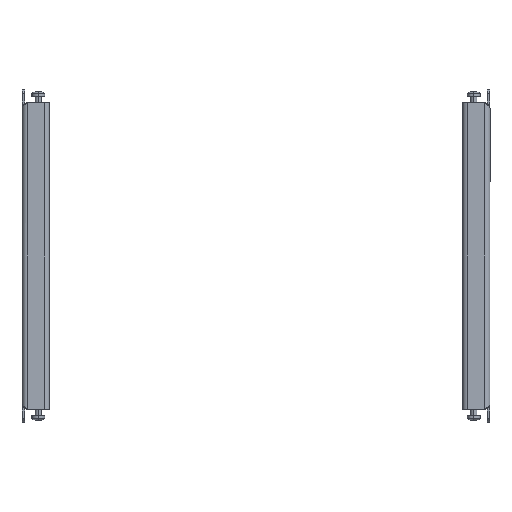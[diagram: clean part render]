
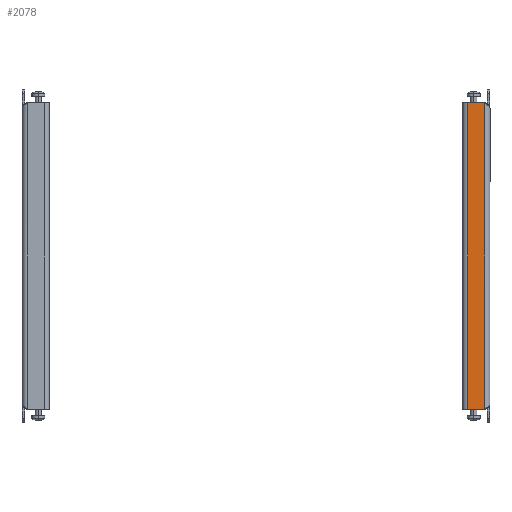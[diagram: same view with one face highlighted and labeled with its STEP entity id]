
A CAD part, front view. The second image highlights one B-rep face of the part: STEP entity #2078.
In plain terms, the highlighted planar face has unit normal (0, -1, 0).
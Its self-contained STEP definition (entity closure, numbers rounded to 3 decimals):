
#611 = VERTEX_POINT ( 'NONE', #4118 ) ;
#852 = VERTEX_POINT ( 'NONE', #2792 ) ;
#1044 = ORIENTED_EDGE ( 'NONE', *, *, #5866, .T. ) ;
#1484 = CARTESIAN_POINT ( 'NONE',  ( 117.4, -99., -4. ) ) ;
#1490 = PLANE ( 'NONE',  #5865 ) ;
#2078 = ADVANCED_FACE ( 'NONE', ( #3802 ), #1490, .F. ) ;
#2766 = DIRECTION ( 'NONE',  ( 0., 0., -1. ) ) ;
#2792 = CARTESIAN_POINT ( 'NONE',  ( 117.4, -99., -17. ) ) ;
#3085 = VECTOR ( 'NONE', #2766, 1000. ) ;
#3802 = FACE_OUTER_BOUND ( 'NONE', #6854, .T. ) ;
#3925 = ORIENTED_EDGE ( 'NONE', *, *, #4428, .F. ) ;
#4118 = CARTESIAN_POINT ( 'NONE',  ( -117.4, -99., -17. ) ) ;
#4297 = CARTESIAN_POINT ( 'NONE',  ( -117.4, -99., -17. ) ) ;
#4428 = EDGE_CURVE ( 'NONE', #7352, #852, #6312, .T. ) ;
#4602 = DIRECTION ( 'NONE',  ( 0., 0., 1. ) ) ;
#4796 = VECTOR ( 'NONE', #9923, 1000. ) ;
#5152 = LINE ( 'NONE', #7545, #3085 ) ;
#5264 = LINE ( 'NONE', #9760, #9222 ) ;
#5341 = DIRECTION ( 'NONE',  ( 0., 1., 0. ) ) ;
#5562 = CARTESIAN_POINT ( 'NONE',  ( -117.4, -99., -4. ) ) ;
#5734 = EDGE_CURVE ( 'NONE', #9944, #611, #5152, .T. ) ;
#5865 = AXIS2_PLACEMENT_3D ( 'NONE', #9313, #5341, #4602 ) ;
#5866 = EDGE_CURVE ( 'NONE', #611, #852, #8978, .T. ) ;
#5913 = DIRECTION ( 'NONE',  ( 1., 0., 0. ) ) ;
#5961 = CARTESIAN_POINT ( 'NONE',  ( 117.4, -99., -4. ) ) ;
#6312 = LINE ( 'NONE', #5961, #6810 ) ;
#6469 = ORIENTED_EDGE ( 'NONE', *, *, #5734, .T. ) ;
#6810 = VECTOR ( 'NONE', #9854, 1000. ) ;
#6854 = EDGE_LOOP ( 'NONE', ( #1044, #3925, #9807, #6469 ) ) ;
#7352 = VERTEX_POINT ( 'NONE', #1484 ) ;
#7545 = CARTESIAN_POINT ( 'NONE',  ( -117.4, -99., -4. ) ) ;
#8978 = LINE ( 'NONE', #4297, #4796 ) ;
#9163 = EDGE_CURVE ( 'NONE', #9944, #7352, #5264, .T. ) ;
#9222 = VECTOR ( 'NONE', #5913, 1000. ) ;
#9313 = CARTESIAN_POINT ( 'NONE',  ( 0., -99., 0. ) ) ;
#9760 = CARTESIAN_POINT ( 'NONE',  ( 113.4, -99., -4. ) ) ;
#9807 = ORIENTED_EDGE ( 'NONE', *, *, #9163, .F. ) ;
#9854 = DIRECTION ( 'NONE',  ( 0., 0., -1. ) ) ;
#9923 = DIRECTION ( 'NONE',  ( 1., 0., 0. ) ) ;
#9944 = VERTEX_POINT ( 'NONE', #5562 ) ;
